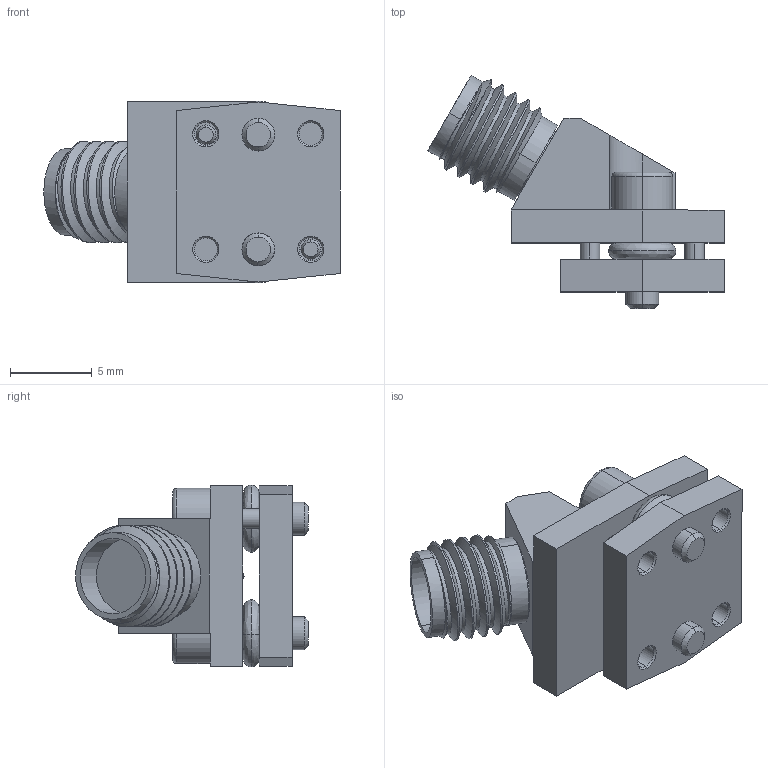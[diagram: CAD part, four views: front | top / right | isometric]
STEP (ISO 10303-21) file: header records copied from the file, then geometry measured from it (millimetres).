
FILE_DESCRIPTION (( 'STEP AP214' ), '1' );
FILE_NAME ('FMCN45920_3D.step', '2024-03-18T22:29:13', ( '' ), ( '' ), 'SwSTEP 2.0', 'SolidWorks 2022', '' );
FILE_SCHEMA (( 'AUTOMOTIVE_DESIGN' ));
Length unit declared in the file: inch
Products named in the file (7): K8445-NS00-6^FMCN45920; FMCN45920_3D; M2X4PX6L_2^FMCN45920; K8445-NS00-1^FMCN45920; K8445-NS00-6_2^FMCN45920; K8445-NS00-2^FMCN45920; SMA3F00S-134-H-9^FMCN45920
Assembly tree (8 placements, depth 2):
  FMCN45920_3D
    K8445-NS00-1^FMCN45920
    K8445-NS00-2^FMCN45920
    M2X4PX6L_2^FMCN45920  x2
    SMA3F00S-134-H-9^FMCN45920  x2
    K8445-NS00-6_2^FMCN45920
    K8445-NS00-6^FMCN45920
Bounding box: 18.09 x 14.22 x 11.1 mm (x, y, z)
Volume: 864.2 mm3; surface area: 1498.1 mm2
Topology: 7 solids, 9 shells, 203 faces, 468 edges, 286 vertices
Faces by surface type: cylinder 89, plane 61, cone 35, bspline 13, torus 4, sphere 1
Entity records: 6808 total; most frequent: CARTESIAN_POINT 2649, DIRECTION 824, ORIENTED_EDGE 784, EDGE_CURVE 396, AXIS2_PLACEMENT_3D 313, VERTEX_POINT 246, VECTOR 198, EDGE_LOOP 198
